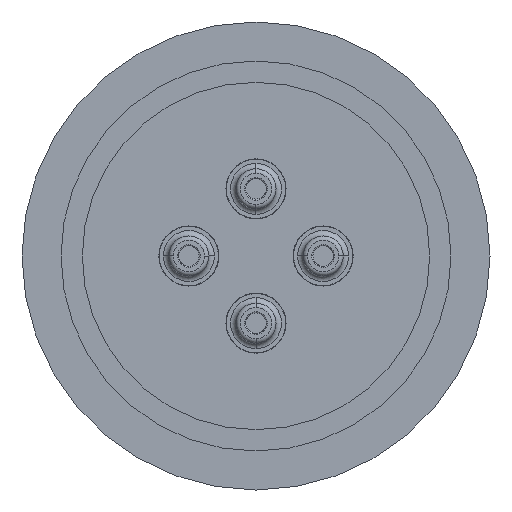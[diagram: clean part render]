
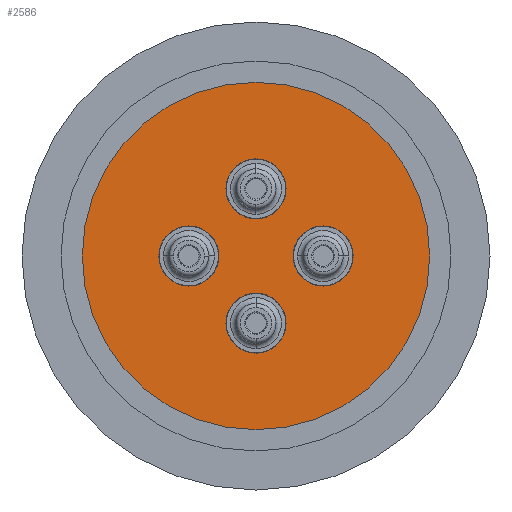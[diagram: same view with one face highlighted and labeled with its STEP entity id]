
A CAD part, front view. The second image highlights one B-rep face of the part: STEP entity #2586.
In plain terms, the highlighted planar face has unit normal (0, -1, 0).
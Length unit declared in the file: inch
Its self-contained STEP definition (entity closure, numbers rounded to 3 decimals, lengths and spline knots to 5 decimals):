
#849 = CARTESIAN_POINT ( 'NONE',  ( 0.31, 0., 0. ) ) ;
#850 = DIRECTION ( 'NONE',  ( 0., 1., 0. ) ) ;
#851 = DIRECTION ( 'NONE',  ( 1., 0., 0. ) ) ;
#855 = CARTESIAN_POINT ( 'NONE',  ( -0.31, 0., 0. ) ) ;
#856 = DIRECTION ( 'NONE',  ( 0., 1., 0. ) ) ;
#857 = DIRECTION ( 'NONE',  ( 1., 0., 0. ) ) ;
#887 = CARTESIAN_POINT ( 'NONE',  ( 0., 0., 0.31 ) ) ;
#888 = DIRECTION ( 'NONE',  ( 0., 1., 0. ) ) ;
#889 = DIRECTION ( 'NONE',  ( 1., 0., 0. ) ) ;
#957 = CARTESIAN_POINT ( 'NONE',  ( 0., 0., -0.31 ) ) ;
#958 = DIRECTION ( 'NONE',  ( 0., 1., 0. ) ) ;
#959 = DIRECTION ( 'NONE',  ( 1., 0., 0. ) ) ;
#1055 = DIRECTION ( 'NONE',  ( 0., 1., 0. ) ) ;
#1057 = PLANE ( 'NONE',  #6038 ) ;
#1059 = CARTESIAN_POINT ( 'NONE',  ( 0., 0., 0. ) ) ;
#1061 = DIRECTION ( 'NONE',  ( 1., 0., 0. ) ) ;
#1178 = CARTESIAN_POINT ( 'NONE',  ( 0.1385, 0., 0.31 ) ) ;
#1192 = CARTESIAN_POINT ( 'NONE',  ( 0.80156, 0., 0. ) ) ;
#1221 = CARTESIAN_POINT ( 'NONE',  ( 0.1385, 0., -0.31 ) ) ;
#1222 = CARTESIAN_POINT ( 'NONE',  ( -0.4485, 0., 0. ) ) ;
#1224 = CARTESIAN_POINT ( 'NONE',  ( -0.1385, 0., 0.31 ) ) ;
#1238 = CARTESIAN_POINT ( 'NONE',  ( -0.1715, 0., 0. ) ) ;
#1310 = CARTESIAN_POINT ( 'NONE',  ( 0.4485, 0., 0. ) ) ;
#1325 = CARTESIAN_POINT ( 'NONE',  ( -0.1385, 0., -0.31 ) ) ;
#1344 = CARTESIAN_POINT ( 'NONE',  ( 0.1715, 0., 0. ) ) ;
#1347 = CARTESIAN_POINT ( 'NONE',  ( -0.80156, 0., 0. ) ) ;
#1574 = CARTESIAN_POINT ( 'NONE',  ( -0.31, 0., 0. ) ) ;
#1575 = DIRECTION ( 'NONE',  ( 0., 1., 0. ) ) ;
#1576 = DIRECTION ( 'NONE',  ( 1., 0., 0. ) ) ;
#1584 = CARTESIAN_POINT ( 'NONE',  ( 0., 0., 0.31 ) ) ;
#1585 = DIRECTION ( 'NONE',  ( 0., 1., 0. ) ) ;
#1586 = DIRECTION ( 'NONE',  ( 1., 0., 0. ) ) ;
#1650 = CARTESIAN_POINT ( 'NONE',  ( 0.31, 0., 0. ) ) ;
#1651 = DIRECTION ( 'NONE',  ( 0., 1., 0. ) ) ;
#1652 = DIRECTION ( 'NONE',  ( 1., 0., 0. ) ) ;
#1681 = CARTESIAN_POINT ( 'NONE',  ( 0., 0., -0.31 ) ) ;
#1682 = DIRECTION ( 'NONE',  ( 0., 1., 0. ) ) ;
#1683 = DIRECTION ( 'NONE',  ( 1., 0., 0. ) ) ;
#2235 = EDGE_CURVE ( 'NONE', #3065, #2671, #5173, .T. ) ;
#2248 = EDGE_CURVE ( 'NONE', #2671, #3065, #5114, .T. ) ;
#2276 = EDGE_CURVE ( 'NONE', #2997, #2864, #5040, .T. ) ;
#2278 = EDGE_CURVE ( 'NONE', #2732, #2761, #5357, .T. ) ;
#2291 = EDGE_CURVE ( 'NONE', #2741, #2624, #5023, .T. ) ;
#2317 = EDGE_CURVE ( 'NONE', #2943, #2736, #5427, .T. ) ;
#2586 = ADVANCED_FACE ( 'NONE', ( #5086, #5003, #5336, #5268, #5000 ), #1057, .F. ) ;
#2624 = VERTEX_POINT ( 'NONE', #1178 ) ;
#2671 = VERTEX_POINT ( 'NONE', #1192 ) ;
#2732 = VERTEX_POINT ( 'NONE', #1222 ) ;
#2736 = VERTEX_POINT ( 'NONE', #1221 ) ;
#2741 = VERTEX_POINT ( 'NONE', #1224 ) ;
#2761 = VERTEX_POINT ( 'NONE', #1238 ) ;
#2864 = VERTEX_POINT ( 'NONE', #1310 ) ;
#2943 = VERTEX_POINT ( 'NONE', #1325 ) ;
#2997 = VERTEX_POINT ( 'NONE', #1344 ) ;
#3065 = VERTEX_POINT ( 'NONE', #1347 ) ;
#3789 = DIRECTION ( 'NONE',  ( 0., -1., 0. ) ) ;
#3794 = DIRECTION ( 'NONE',  ( -1., 0., 0. ) ) ;
#3798 = CARTESIAN_POINT ( 'NONE',  ( 0., 0., 0. ) ) ;
#3824 = DIRECTION ( 'NONE',  ( -1., 0., 0. ) ) ;
#3830 = CARTESIAN_POINT ( 'NONE',  ( 0., 0., 0. ) ) ;
#3831 = DIRECTION ( 'NONE',  ( 0., -1., 0. ) ) ;
#4542 = EDGE_LOOP ( 'NONE', ( #6475, #6476 ) ) ;
#4549 = EDGE_LOOP ( 'NONE', ( #6473, #6539 ) ) ;
#4550 = EDGE_LOOP ( 'NONE', ( #6477, #6478 ) ) ;
#4555 = EDGE_LOOP ( 'NONE', ( #6436, #6438 ) ) ;
#4805 = EDGE_LOOP ( 'NONE', ( #6448, #6494 ) ) ;
#5000 = FACE_OUTER_BOUND ( 'NONE', #4805, .T. ) ;
#5003 = FACE_BOUND ( 'NONE', #4542, .T. ) ;
#5023 = CIRCLE ( 'NONE', #5989, 0.1385 ) ;
#5040 = CIRCLE ( 'NONE', #5981, 0.1385 ) ;
#5086 = FACE_BOUND ( 'NONE', #4549, .T. ) ;
#5114 = CIRCLE ( 'NONE', #5966, 0.80156 ) ;
#5173 = CIRCLE ( 'NONE', #5959, 0.80156 ) ;
#5268 = FACE_BOUND ( 'NONE', #4555, .T. ) ;
#5336 = FACE_BOUND ( 'NONE', #4550, .T. ) ;
#5357 = CIRCLE ( 'NONE', #5982, 0.1385 ) ;
#5427 = CIRCLE ( 'NONE', #6006, 0.1385 ) ;
#5512 = CIRCLE ( 'NONE', #6852, 0.1385 ) ;
#5560 = CIRCLE ( 'NONE', #6877, 0.1385 ) ;
#5570 = CIRCLE ( 'NONE', #6868, 0.1385 ) ;
#5585 = CIRCLE ( 'NONE', #6850, 0.1385 ) ;
#5780 = EDGE_CURVE ( 'NONE', #2761, #2732, #5585, .T. ) ;
#5784 = EDGE_CURVE ( 'NONE', #2624, #2741, #5512, .T. ) ;
#5809 = EDGE_CURVE ( 'NONE', #2864, #2997, #5570, .T. ) ;
#5820 = EDGE_CURVE ( 'NONE', #2736, #2943, #5560, .T. ) ;
#5959 = AXIS2_PLACEMENT_3D ( 'NONE', #3798, #3789, #3794 ) ;
#5966 = AXIS2_PLACEMENT_3D ( 'NONE', #3830, #3831, #3824 ) ;
#5981 = AXIS2_PLACEMENT_3D ( 'NONE', #849, #850, #851 ) ;
#5982 = AXIS2_PLACEMENT_3D ( 'NONE', #855, #856, #857 ) ;
#5989 = AXIS2_PLACEMENT_3D ( 'NONE', #887, #888, #889 ) ;
#6006 = AXIS2_PLACEMENT_3D ( 'NONE', #957, #958, #959 ) ;
#6038 = AXIS2_PLACEMENT_3D ( 'NONE', #1059, #1055, #1061 ) ;
#6436 = ORIENTED_EDGE ( 'NONE', *, *, #5780, .T. ) ;
#6438 = ORIENTED_EDGE ( 'NONE', *, *, #2278, .T. ) ;
#6448 = ORIENTED_EDGE ( 'NONE', *, *, #2235, .T. ) ;
#6473 = ORIENTED_EDGE ( 'NONE', *, *, #5784, .T. ) ;
#6475 = ORIENTED_EDGE ( 'NONE', *, *, #5809, .T. ) ;
#6476 = ORIENTED_EDGE ( 'NONE', *, *, #2276, .T. ) ;
#6477 = ORIENTED_EDGE ( 'NONE', *, *, #5820, .T. ) ;
#6478 = ORIENTED_EDGE ( 'NONE', *, *, #2317, .T. ) ;
#6494 = ORIENTED_EDGE ( 'NONE', *, *, #2248, .T. ) ;
#6539 = ORIENTED_EDGE ( 'NONE', *, *, #2291, .T. ) ;
#6850 = AXIS2_PLACEMENT_3D ( 'NONE', #1574, #1575, #1576 ) ;
#6852 = AXIS2_PLACEMENT_3D ( 'NONE', #1584, #1585, #1586 ) ;
#6868 = AXIS2_PLACEMENT_3D ( 'NONE', #1650, #1651, #1652 ) ;
#6877 = AXIS2_PLACEMENT_3D ( 'NONE', #1681, #1682, #1683 ) ;
